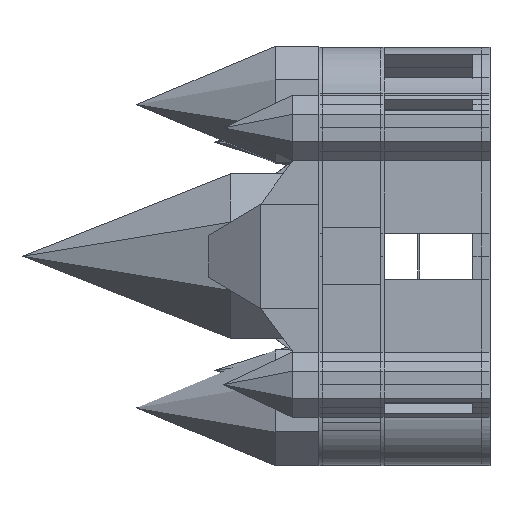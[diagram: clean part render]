
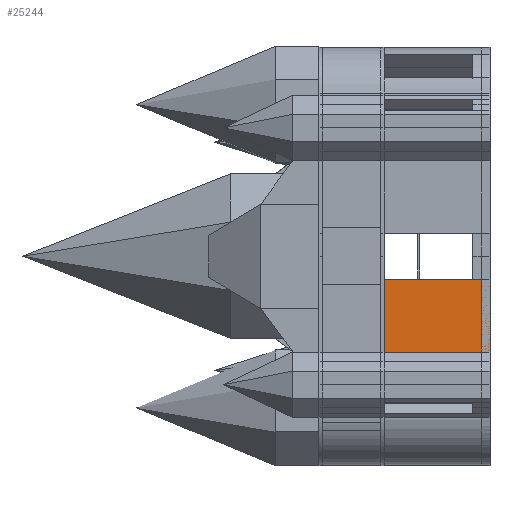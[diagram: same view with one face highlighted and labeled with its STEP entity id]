
A CAD part, left-side view. The second image highlights one B-rep face of the part: STEP entity #25244.
In plain terms, the highlighted planar face has unit normal (-1, 0, -0.001).
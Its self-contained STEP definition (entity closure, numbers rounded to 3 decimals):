
#1385=FACE_OUTER_BOUND('',#2832,.T.);
#2832=EDGE_LOOP('',(#18905,#18906,#18907,#18908));
#5003=LINE('',#38184,#8223);
#5004=LINE('',#38187,#8224);
#5005=LINE('',#38189,#8225);
#5006=LINE('',#38190,#8226);
#8223=VECTOR('',#30102,10.);
#8224=VECTOR('',#30105,10.);
#8225=VECTOR('',#30106,10.);
#8226=VECTOR('',#30107,10.);
#11105=VERTEX_POINT('',#38180);
#11106=VERTEX_POINT('',#38182);
#11107=VERTEX_POINT('',#38186);
#11108=VERTEX_POINT('',#38188);
#13965=EDGE_CURVE('',#11105,#11106,#5003,.T.);
#13966=EDGE_CURVE('',#11107,#11105,#5004,.T.);
#13967=EDGE_CURVE('',#11108,#11106,#5005,.T.);
#13968=EDGE_CURVE('',#11107,#11108,#5006,.T.);
#18905=ORIENTED_EDGE('',*,*,#13966,.T.);
#18906=ORIENTED_EDGE('',*,*,#13965,.T.);
#18907=ORIENTED_EDGE('',*,*,#13967,.F.);
#18908=ORIENTED_EDGE('',*,*,#13968,.F.);
#23943=PLANE('',#26815);
#25244=ADVANCED_FACE('',(#1385),#23943,.T.);
#26815=AXIS2_PLACEMENT_3D('',#38185,#30103,#30104);
#30102=DIRECTION('',(0.,1.,0.));
#30103=DIRECTION('center_axis',(-1.,0.,-0.001));
#30104=DIRECTION('ref_axis',(-0.001,0.,1.));
#30105=DIRECTION('',(-0.001,0.,1.));
#30106=DIRECTION('',(-0.001,0.,1.));
#30107=DIRECTION('',(0.,1.,0.));
#38180=CARTESIAN_POINT('',(86.173,0.,137.557));
#38182=CARTESIAN_POINT('',(86.173,61.,137.557));
#38184=CARTESIAN_POINT('',(86.173,0.,137.557));
#38185=CARTESIAN_POINT('Origin',(86.203,0.,95.573));
#38186=CARTESIAN_POINT('',(86.203,0.,95.573));
#38187=CARTESIAN_POINT('',(86.203,0.,95.573));
#38188=CARTESIAN_POINT('',(86.203,61.,95.573));
#38189=CARTESIAN_POINT('',(86.203,61.,95.573));
#38190=CARTESIAN_POINT('',(86.203,0.,95.573));
